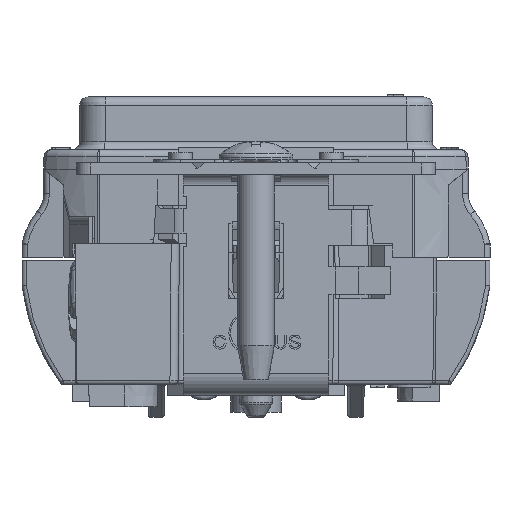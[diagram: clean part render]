
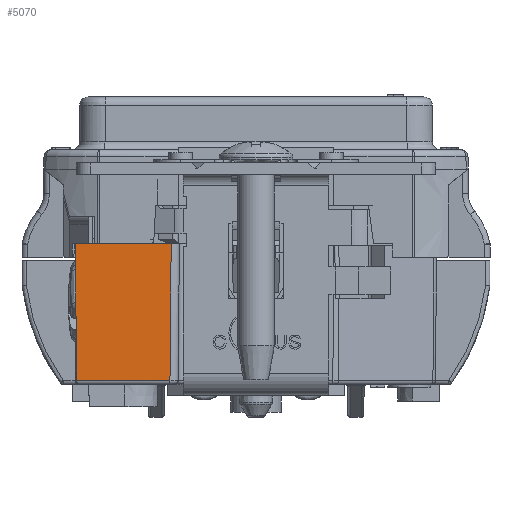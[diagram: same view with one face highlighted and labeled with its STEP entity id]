
A CAD part, front view. The second image highlights one B-rep face of the part: STEP entity #5070.
In plain terms, the highlighted planar face has unit normal (0, -1, -0.009).
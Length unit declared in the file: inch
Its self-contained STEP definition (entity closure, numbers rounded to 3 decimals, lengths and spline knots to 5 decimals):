
#2146 = VERTEX_POINT ( 'NONE', #157519 ) ;
#5070 = ADVANCED_FACE ( 'NONE', ( #40193 ), #164630, .T. ) ;
#5991 = EDGE_CURVE ( 'NONE', #2146, #93092, #15064, .T. ) ;
#7533 = AXIS2_PLACEMENT_3D ( 'NONE', #116191, #79236, #63109 ) ;
#12037 = ORIENTED_EDGE ( 'NONE', *, *, #5991, .F. ) ;
#15064 = LINE ( 'NONE', #155583, #15235 ) ;
#15235 = VECTOR ( 'NONE', #187929, 39.37008 ) ;
#23188 = CARTESIAN_POINT ( 'NONE',  ( -0.37032, -1.65015, 0.56811 ) ) ;
#26404 = EDGE_LOOP ( 'NONE', ( #47087, #140715, #53265, #12037 ) ) ;
#30450 = CARTESIAN_POINT ( 'NONE',  ( -0.71596, -1.64579, 0.06798 ) ) ;
#39625 = EDGE_CURVE ( 'NONE', #129686, #2146, #171789, .T. ) ;
#40193 = FACE_OUTER_BOUND ( 'NONE', #26404, .T. ) ;
#47087 = ORIENTED_EDGE ( 'NONE', *, *, #39625, .F. ) ;
#53265 = ORIENTED_EDGE ( 'NONE', *, *, #65844, .T. ) ;
#59648 = LINE ( 'NONE', #200305, #158736 ) ;
#63109 = DIRECTION ( 'NONE',  ( 0., 0.009, -1. ) ) ;
#63863 = CARTESIAN_POINT ( 'NONE',  ( -0.37482, -1.64579, 0.06798 ) ) ;
#65844 = EDGE_CURVE ( 'NONE', #81225, #93092, #59648, .T. ) ;
#66877 = DIRECTION ( 'NONE',  ( -0.009, -0.009, 1. ) ) ;
#79236 = DIRECTION ( 'NONE',  ( 0., -1., -0.009 ) ) ;
#81225 = VERTEX_POINT ( 'NONE', #226883 ) ;
#93092 = VERTEX_POINT ( 'NONE', #23188 ) ;
#116191 = CARTESIAN_POINT ( 'NONE',  ( -0.72032, -1.65015, 0.56811 ) ) ;
#129686 = VERTEX_POINT ( 'NONE', #30450 ) ;
#134255 = DIRECTION ( 'NONE',  ( 1., 0., 0. ) ) ;
#140715 = ORIENTED_EDGE ( 'NONE', *, *, #171231, .T. ) ;
#153153 = VECTOR ( 'NONE', #134255, 39.37008 ) ;
#155583 = CARTESIAN_POINT ( 'NONE',  ( -0.72032, -1.65015, 0.56811 ) ) ;
#157519 = CARTESIAN_POINT ( 'NONE',  ( -0.72032, -1.65015, 0.56811 ) ) ;
#158736 = VECTOR ( 'NONE', #219831, 39.37008 ) ;
#161403 = VECTOR ( 'NONE', #66877, 39.37008 ) ;
#164630 = PLANE ( 'NONE',  #7533 ) ;
#171231 = EDGE_CURVE ( 'NONE', #129686, #81225, #221747, .T. ) ;
#171789 = LINE ( 'NONE', #190263, #161403 ) ;
#187929 = DIRECTION ( 'NONE',  ( 1., 0., 0. ) ) ;
#190263 = CARTESIAN_POINT ( 'NONE',  ( -0.72032, -1.65015, 0.56811 ) ) ;
#200305 = CARTESIAN_POINT ( 'NONE',  ( -0.37035, -1.65013, 0.56505 ) ) ;
#219831 = DIRECTION ( 'NONE',  ( 0.009, -0.009, 1. ) ) ;
#221747 = LINE ( 'NONE', #63863, #153153 ) ;
#226883 = CARTESIAN_POINT ( 'NONE',  ( -0.37469, -1.64579, 0.06798 ) ) ;
